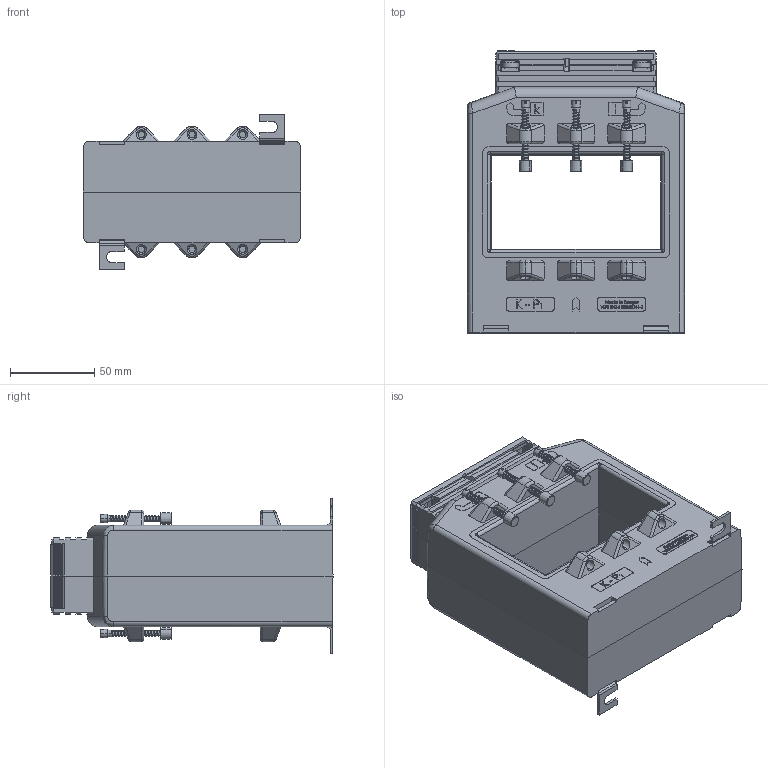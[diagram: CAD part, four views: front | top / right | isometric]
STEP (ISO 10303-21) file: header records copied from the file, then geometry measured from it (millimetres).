
FILE_DESCRIPTION (( 'STEP AP214' ), '1' );
FILE_NAME ('ASK105_6.STEP', '2013-03-22T10:32:36', ( ' ' ), ( '' ), 'SwSTEP 2.0', 'SolidWorks 2012', '' );
FILE_SCHEMA (( 'AUTOMOTIVE_DESIGN' ));
Length unit declared in the file: millimetre
Products named in the file (9): Linsenschraube DIN 7985 4.8 VZ M 5 x 10; ASK105_6_Gehäuseschale_Halbschale_01; Verschlussklappe_38mm; ASK105_6_Gehäuseschale; MBS_WN-003_04_Klemme_WN-003_02; Isolierschutzkappe; ASK105_6; Fusswinkel_1,5; Plastite_Schraube_40_mit-Gewinde
Assembly tree (24 placements, depth 2):
  ASK105_6
    ASK105_6_Gehäuseschale
    MBS_WN-003_04_Klemme_WN-003_02  x2
    Verschlussklappe_38mm  x2
    Linsenschraube DIN 7985 4.8 VZ M 5 x 10  x4
    ASK105_6_Gehäuseschale_Halbschale_01
    Fusswinkel_1,5  x2
    Plastite_Schraube_40_mit-Gewinde  x6
    Isolierschutzkappe  x6
Bounding box: 129 x 167 x 92 mm (x, y, z)
Volume: 849125.1 mm3; surface area: 133389.2 mm2
Topology: 24 solids, 24 shells, 2354 faces, 6084 edges, 3924 vertices
Faces by surface type: plane 1278, cylinder 542, bspline 376, cone 116, torus 26, sphere 16
Entity records: 76382 total; most frequent: CARTESIAN_POINT 34413, ORIENTED_EDGE 9388, DIRECTION 7196, EDGE_CURVE 4694, LINE 3258, VECTOR 3258, VERTEX_POINT 3061, EDGE_LOOP 1975
